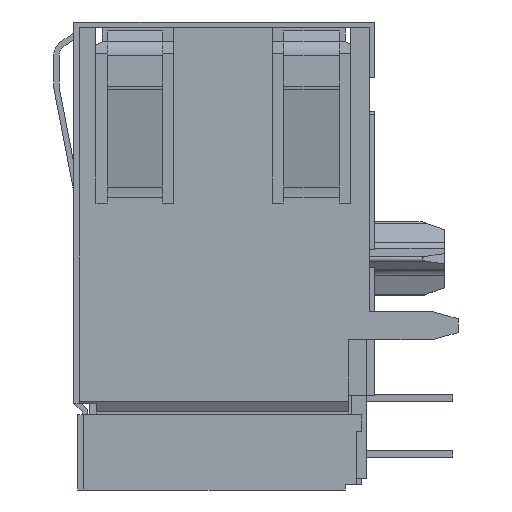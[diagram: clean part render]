
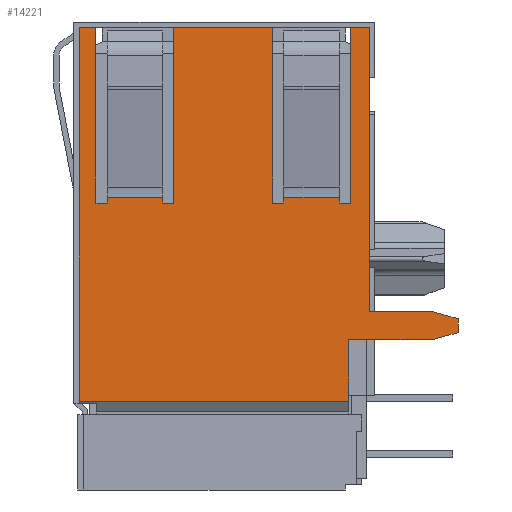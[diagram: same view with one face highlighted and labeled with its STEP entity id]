
A CAD part, left-side view. The second image highlights one B-rep face of the part: STEP entity #14221.
In plain terms, the highlighted planar face has unit normal (-1, 0, 0).
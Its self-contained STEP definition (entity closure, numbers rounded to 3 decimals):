
#7863=DIRECTION('',(0.,0.,-1.));
#7864=VECTOR('',#7863,17.037);
#7865=CARTESIAN_POINT('',(-7.952,6.584,0.));
#7866=LINE('',#7865,#7864);
#9453=DIRECTION('',(0.,-1.,0.));
#9454=VECTOR('',#9453,3.814);
#9455=CARTESIAN_POINT('',(-7.952,-5.695,-14.224));
#9456=LINE('',#9455,#9454);
#9461=DIRECTION('',(0.,0.,-1.));
#9462=VECTOR('',#9461,2.813);
#9463=CARTESIAN_POINT('',(-7.952,-5.695,-14.224));
#9464=LINE('',#9463,#9462);
#9465=DIRECTION('',(0.,-1.,0.));
#9466=VECTOR('',#9465,0.762);
#9467=CARTESIAN_POINT('',(-7.952,6.584,0.));
#9468=LINE('',#9467,#9466);
#9469=DIRECTION('',(0.,0.,-1.));
#9470=VECTOR('',#9469,8.001);
#9471=CARTESIAN_POINT('',(-7.952,5.822,0.));
#9472=LINE('',#9471,#9470);
#9473=DIRECTION('',(0.,-1.,0.));
#9474=VECTOR('',#9473,0.508);
#9475=CARTESIAN_POINT('',(-7.952,5.822,-8.001));
#9476=LINE('',#9475,#9474);
#9477=DIRECTION('',(0.,-1.,0.));
#9478=VECTOR('',#9477,2.54);
#9479=CARTESIAN_POINT('',(-7.952,5.314,-7.747));
#9480=LINE('',#9479,#9478);
#9481=DIRECTION('',(0.,-1.,0.));
#9482=VECTOR('',#9481,0.508);
#9483=CARTESIAN_POINT('',(-7.952,2.774,-8.001));
#9484=LINE('',#9483,#9482);
#9485=DIRECTION('',(0.,0.,-1.));
#9486=VECTOR('',#9485,8.001);
#9487=CARTESIAN_POINT('',(-7.952,2.266,0.));
#9488=LINE('',#9487,#9486);
#9489=DIRECTION('',(0.,-1.,0.));
#9490=VECTOR('',#9489,4.496);
#9491=CARTESIAN_POINT('',(-7.952,2.266,0.));
#9492=LINE('',#9491,#9490);
#9493=DIRECTION('',(0.,0.,-1.));
#9494=VECTOR('',#9493,8.001);
#9495=CARTESIAN_POINT('',(-7.952,-2.23,0.));
#9496=LINE('',#9495,#9494);
#9497=DIRECTION('',(0.,-1.,0.));
#9498=VECTOR('',#9497,0.508);
#9499=CARTESIAN_POINT('',(-7.952,-2.23,-8.001));
#9500=LINE('',#9499,#9498);
#9501=DIRECTION('',(0.,-1.,0.));
#9502=VECTOR('',#9501,0.508);
#9503=CARTESIAN_POINT('',(-7.952,-5.278,-8.001));
#9504=LINE('',#9503,#9502);
#9505=DIRECTION('',(0.,0.,-1.));
#9506=VECTOR('',#9505,8.001);
#9507=CARTESIAN_POINT('',(-7.952,-5.786,0.));
#9508=LINE('',#9507,#9506);
#9509=DIRECTION('',(0.,-1.,0.));
#9510=VECTOR('',#9509,0.848);
#9511=CARTESIAN_POINT('',(-7.952,-5.786,0.));
#9512=LINE('',#9511,#9510);
#9513=DIRECTION('',(0.,1.,0.));
#9514=VECTOR('',#9513,2.874);
#9515=CARTESIAN_POINT('',(-7.952,-9.508,-12.954));
#9516=LINE('',#9515,#9514);
#9517=DIRECTION('',(0.,0.966,0.259));
#9518=VECTOR('',#9517,1.227);
#9519=CARTESIAN_POINT('',(-7.952,-10.693,-13.272));
#9520=LINE('',#9519,#9518);
#9521=DIRECTION('',(0.,0.,1.));
#9522=VECTOR('',#9521,0.635);
#9523=CARTESIAN_POINT('',(-7.952,-10.693,-13.907));
#9524=LINE('',#9523,#9522);
#9525=DIRECTION('',(0.,-0.966,0.259));
#9526=VECTOR('',#9525,1.227);
#9527=CARTESIAN_POINT('',(-7.952,-9.508,-14.224));
#9528=LINE('',#9527,#9526);
#9541=DIRECTION('',(0.,-1.,0.));
#9542=VECTOR('',#9541,12.278);
#9543=CARTESIAN_POINT('',(-7.952,6.584,-17.037));
#9544=LINE('',#9543,#9542);
#9729=DIRECTION('',(0.,0.,-1.));
#9730=VECTOR('',#9729,0.254);
#9731=CARTESIAN_POINT('',(-7.952,5.314,-7.747));
#9732=LINE('',#9731,#9730);
#9945=DIRECTION('',(0.,0.,-1.));
#9946=VECTOR('',#9945,12.954);
#9947=CARTESIAN_POINT('',(-7.952,-6.634,0.));
#9948=LINE('',#9947,#9946);
#10055=DIRECTION('',(0.,0.,1.));
#10056=VECTOR('',#10055,0.254);
#10057=CARTESIAN_POINT('',(-7.952,-5.278,-8.001));
#10058=LINE('',#10057,#10056);
#10253=DIRECTION('',(0.,0.,1.));
#10254=VECTOR('',#10253,0.254);
#10255=CARTESIAN_POINT('',(-7.952,-2.738,-8.001));
#10256=LINE('',#10255,#10254);
#10369=DIRECTION('',(0.,1.,0.));
#10370=VECTOR('',#10369,2.54);
#10371=CARTESIAN_POINT('',(-7.952,-5.278,-7.747));
#10372=LINE('',#10371,#10370);
#10443=DIRECTION('',(0.,0.,-1.));
#10444=VECTOR('',#10443,0.254);
#10445=CARTESIAN_POINT('',(-7.952,2.774,-7.747));
#10446=LINE('',#10445,#10444);
#11052=CARTESIAN_POINT('',(-7.952,6.584,0.));
#11054=VERTEX_POINT('',#11052);
#11055=CARTESIAN_POINT('',(-7.952,6.584,-17.037));
#11056=VERTEX_POINT('',#11055);
#11060=CARTESIAN_POINT('',(-7.952,-6.634,0.));
#11062=VERTEX_POINT('',#11060);
#11403=CARTESIAN_POINT('',(-7.952,-5.695,-14.224));
#11404=CARTESIAN_POINT('',(-7.952,-5.695,-17.037));
#11405=VERTEX_POINT('',#11403);
#11406=VERTEX_POINT('',#11404);
#11469=CARTESIAN_POINT('',(-7.952,-9.508,-14.224));
#11470=CARTESIAN_POINT('',(-7.952,-10.693,-13.907));
#11471=VERTEX_POINT('',#11469);
#11472=VERTEX_POINT('',#11470);
#11473=CARTESIAN_POINT('',(-7.952,-10.693,-13.272));
#11474=VERTEX_POINT('',#11473);
#11475=CARTESIAN_POINT('',(-7.952,-9.508,-12.954));
#11476=VERTEX_POINT('',#11475);
#11485=CARTESIAN_POINT('',(-7.952,-6.634,-12.954));
#11487=VERTEX_POINT('',#11485);
#11490=CARTESIAN_POINT('',(-7.952,5.822,0.));
#11492=VERTEX_POINT('',#11490);
#11494=CARTESIAN_POINT('',(-7.952,2.266,0.));
#11496=VERTEX_POINT('',#11494);
#11498=CARTESIAN_POINT('',(-7.952,-2.23,0.));
#11500=VERTEX_POINT('',#11498);
#11502=CARTESIAN_POINT('',(-7.952,-5.786,0.));
#11504=VERTEX_POINT('',#11502);
#11505=CARTESIAN_POINT('',(-7.952,5.822,-8.001));
#11506=VERTEX_POINT('',#11505);
#11507=CARTESIAN_POINT('',(-7.952,2.266,-8.001));
#11508=VERTEX_POINT('',#11507);
#11509=CARTESIAN_POINT('',(-7.952,-2.23,-8.001));
#11510=VERTEX_POINT('',#11509);
#11511=CARTESIAN_POINT('',(-7.952,-5.786,-8.001));
#11512=VERTEX_POINT('',#11511);
#11521=CARTESIAN_POINT('',(-7.952,-5.278,-7.747));
#11523=VERTEX_POINT('',#11521);
#11549=CARTESIAN_POINT('',(-7.952,-2.738,-7.747));
#11551=VERTEX_POINT('',#11549);
#11578=CARTESIAN_POINT('',(-7.952,-5.278,-8.001));
#11580=VERTEX_POINT('',#11578);
#11582=CARTESIAN_POINT('',(-7.952,-2.738,-8.001));
#11584=VERTEX_POINT('',#11582);
#11611=CARTESIAN_POINT('',(-7.952,5.314,-7.747));
#11612=VERTEX_POINT('',#11611);
#11639=CARTESIAN_POINT('',(-7.952,2.774,-7.747));
#11640=VERTEX_POINT('',#11639);
#11642=CARTESIAN_POINT('',(-7.952,5.314,-8.001));
#11644=VERTEX_POINT('',#11642);
#11646=CARTESIAN_POINT('',(-7.952,2.774,-8.001));
#11648=VERTEX_POINT('',#11646);
#14165=CARTESIAN_POINT('',(-7.952,6.584,0.));
#14166=DIRECTION('',(-1.,0.,0.));
#14167=DIRECTION('',(0.,0.,-1.));
#14168=AXIS2_PLACEMENT_3D('',#14165,#14166,#14167);
#14169=PLANE('',#14168);
#14170=ORIENTED_EDGE('',*,*,#13484,.T.);
#14172=ORIENTED_EDGE('',*,*,#14171,.F.);
#14173=ORIENTED_EDGE('',*,*,#11944,.F.);
#14175=ORIENTED_EDGE('',*,*,#14174,.T.);
#14177=ORIENTED_EDGE('',*,*,#14176,.T.);
#14179=ORIENTED_EDGE('',*,*,#14178,.T.);
#14181=ORIENTED_EDGE('',*,*,#14180,.F.);
#14183=ORIENTED_EDGE('',*,*,#14182,.T.);
#14185=ORIENTED_EDGE('',*,*,#14184,.T.);
#14187=ORIENTED_EDGE('',*,*,#14186,.T.);
#14189=ORIENTED_EDGE('',*,*,#14188,.F.);
#14191=ORIENTED_EDGE('',*,*,#14190,.T.);
#14193=ORIENTED_EDGE('',*,*,#14192,.T.);
#14195=ORIENTED_EDGE('',*,*,#14194,.T.);
#14197=ORIENTED_EDGE('',*,*,#14196,.T.);
#14199=ORIENTED_EDGE('',*,*,#14198,.F.);
#14201=ORIENTED_EDGE('',*,*,#14200,.F.);
#14203=ORIENTED_EDGE('',*,*,#14202,.T.);
#14205=ORIENTED_EDGE('',*,*,#14204,.F.);
#14207=ORIENTED_EDGE('',*,*,#14206,.T.);
#14209=ORIENTED_EDGE('',*,*,#14208,.T.);
#14211=ORIENTED_EDGE('',*,*,#14210,.F.);
#14213=ORIENTED_EDGE('',*,*,#14212,.F.);
#14215=ORIENTED_EDGE('',*,*,#14214,.F.);
#14217=ORIENTED_EDGE('',*,*,#14216,.F.);
#14218=ORIENTED_EDGE('',*,*,#14156,.F.);
#14219=EDGE_LOOP('',(#14170,#14172,#14173,#14175,#14177,#14179,#14181,#14183,
#14185,#14187,#14189,#14191,#14193,#14195,#14197,#14199,#14201,#14203,#14205,
#14207,#14209,#14211,#14213,#14215,#14217,#14218));
#14220=FACE_OUTER_BOUND('',#14219,.F.);
#14221=ADVANCED_FACE('',(#14220),#14169,.T.);
#11944=EDGE_CURVE('',#11054,#11056,#7866,.T.);
#13484=EDGE_CURVE('',#11405,#11406,#9464,.T.);
#14156=EDGE_CURVE('',#11405,#11471,#9456,.T.);
#14171=EDGE_CURVE('',#11056,#11406,#9544,.T.);
#14174=EDGE_CURVE('',#11054,#11492,#9468,.T.);
#14176=EDGE_CURVE('',#11492,#11506,#9472,.T.);
#14178=EDGE_CURVE('',#11506,#11644,#9476,.T.);
#14180=EDGE_CURVE('',#11612,#11644,#9732,.T.);
#14182=EDGE_CURVE('',#11612,#11640,#9480,.T.);
#14184=EDGE_CURVE('',#11640,#11648,#10446,.T.);
#14186=EDGE_CURVE('',#11648,#11508,#9484,.T.);
#14188=EDGE_CURVE('',#11496,#11508,#9488,.T.);
#14190=EDGE_CURVE('',#11496,#11500,#9492,.T.);
#14192=EDGE_CURVE('',#11500,#11510,#9496,.T.);
#14194=EDGE_CURVE('',#11510,#11584,#9500,.T.);
#14196=EDGE_CURVE('',#11584,#11551,#10256,.T.);
#14198=EDGE_CURVE('',#11523,#11551,#10372,.T.);
#14200=EDGE_CURVE('',#11580,#11523,#10058,.T.);
#14202=EDGE_CURVE('',#11580,#11512,#9504,.T.);
#14204=EDGE_CURVE('',#11504,#11512,#9508,.T.);
#14206=EDGE_CURVE('',#11504,#11062,#9512,.T.);
#14208=EDGE_CURVE('',#11062,#11487,#9948,.T.);
#14210=EDGE_CURVE('',#11476,#11487,#9516,.T.);
#14212=EDGE_CURVE('',#11474,#11476,#9520,.T.);
#14214=EDGE_CURVE('',#11472,#11474,#9524,.T.);
#14216=EDGE_CURVE('',#11471,#11472,#9528,.T.);
